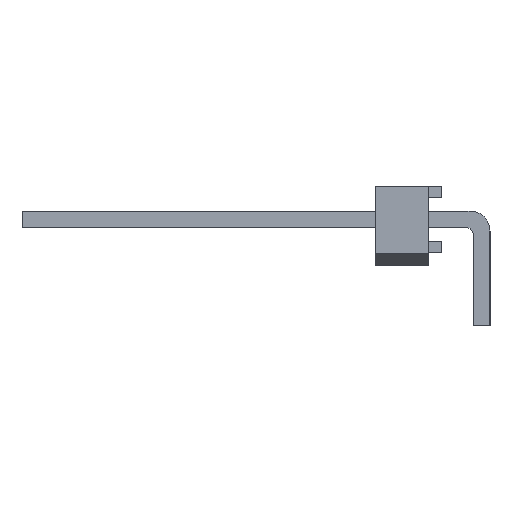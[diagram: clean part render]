
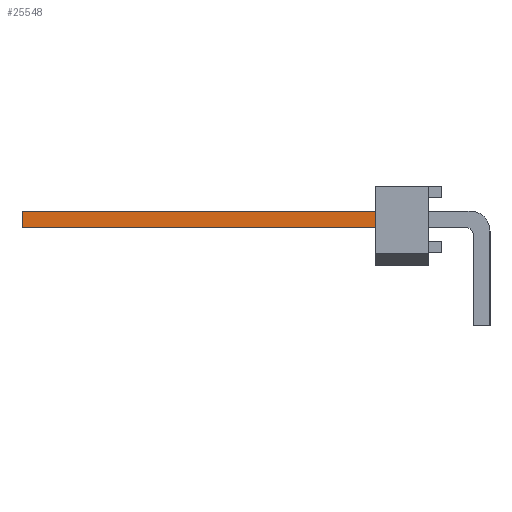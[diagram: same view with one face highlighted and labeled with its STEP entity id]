
A CAD part, left-side view. The second image highlights one B-rep face of the part: STEP entity #25548.
In plain terms, the highlighted face is planar.
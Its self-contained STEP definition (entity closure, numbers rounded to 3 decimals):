
#24469 = VERTEX_POINT('',#24470);
#24470 = CARTESIAN_POINT('',(20.638,17.526,-0.318));
#24476 = EDGE_CURVE('',#24477,#24469,#24479,.T.);
#24477 = VERTEX_POINT('',#24478);
#24478 = CARTESIAN_POINT('',(20.638,2.921,-0.318));
#24479 = LINE('',#24480,#24481);
#24480 = CARTESIAN_POINT('',(20.638,0.445,-0.318));
#24481 = VECTOR('',#24482,1.);
#24482 = DIRECTION('',(0.,1.,0.));
#25149 = VERTEX_POINT('',#25150);
#25150 = CARTESIAN_POINT('',(20.638,2.921,0.318));
#25156 = EDGE_CURVE('',#25157,#25149,#25159,.T.);
#25157 = VERTEX_POINT('',#25158);
#25158 = CARTESIAN_POINT('',(20.638,17.526,0.318));
#25159 = LINE('',#25160,#25161);
#25160 = CARTESIAN_POINT('',(20.638,17.526,0.318));
#25161 = VECTOR('',#25162,1.);
#25162 = DIRECTION('',(0.,-1.,0.));
#25537 = EDGE_CURVE('',#24469,#25157,#25538,.T.);
#25538 = LINE('',#25539,#25540);
#25539 = CARTESIAN_POINT('',(20.638,17.526,-0.318));
#25540 = VECTOR('',#25541,1.);
#25541 = DIRECTION('',(0.,0.,1.));
#25548 = ADVANCED_FACE('',(#25549),#25560,.T.);
#25549 = FACE_BOUND('',#25550,.T.);
#25550 = EDGE_LOOP('',(#25551,#25552,#25558,#25559));
#25551 = ORIENTED_EDGE('',*,*,#25156,.T.);
#25552 = ORIENTED_EDGE('',*,*,#25553,.T.);
#25553 = EDGE_CURVE('',#25149,#24477,#25554,.T.);
#25554 = LINE('',#25555,#25556);
#25555 = CARTESIAN_POINT('',(20.638,2.921,0.445));
#25556 = VECTOR('',#25557,1.);
#25557 = DIRECTION('',(0.,0.,-1.));
#25558 = ORIENTED_EDGE('',*,*,#24476,.T.);
#25559 = ORIENTED_EDGE('',*,*,#25537,.T.);
#25560 = PLANE('',#25561);
#25561 = AXIS2_PLACEMENT_3D('',#25562,#25563,#25564);
#25562 = CARTESIAN_POINT('',(20.638,0.445,0.445));
#25563 = DIRECTION('',(1.,0.,0.));
#25564 = DIRECTION('',(0.,0.,-1.));
